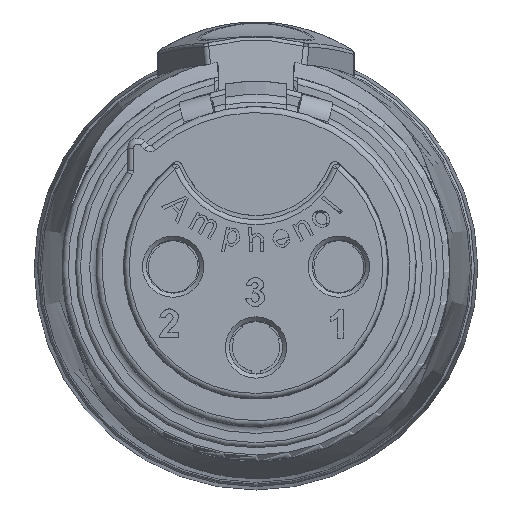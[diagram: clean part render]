
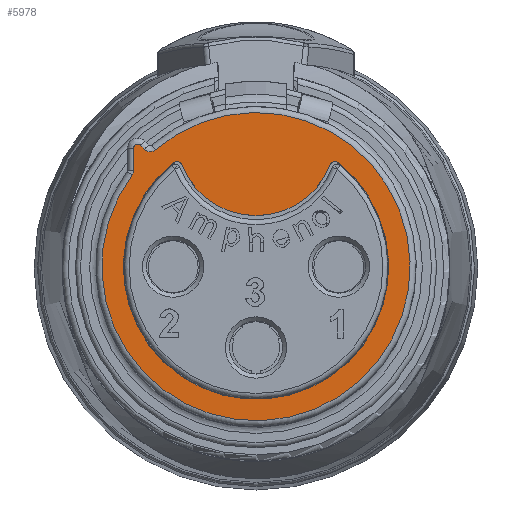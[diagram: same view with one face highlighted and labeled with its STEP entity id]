
A CAD part, top view. The second image highlights one B-rep face of the part: STEP entity #5978.
In plain terms, the highlighted planar face has unit normal (0, 0, 1).
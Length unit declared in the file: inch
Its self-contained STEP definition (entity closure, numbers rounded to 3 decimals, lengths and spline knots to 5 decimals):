
#174=FACE_BOUND('',#700,.T.);
#246=PLANE('',#7341);
#423=FACE_OUTER_BOUND('',#699,.T.);
#699=EDGE_LOOP('',(#5221,#5222,#5223,#5224,#5225,#5226));
#700=EDGE_LOOP('',(#5227,#5228,#5229,#5230));
#999=CIRCLE('',#7328,0.29724);
#1001=CIRCLE('',#7331,0.01575);
#1006=CIRCLE('',#7338,0.00787);
#1008=CIRCLE('',#7342,0.01575);
#1009=CIRCLE('',#7343,0.25591);
#1010=CIRCLE('',#7344,0.00984);
#1011=CIRCLE('',#7345,0.15354);
#1012=CIRCLE('',#7346,0.00984);
#2502=VERTEX_POINT('',#19377);
#2503=VERTEX_POINT('',#19379);
#2505=VERTEX_POINT('',#19384);
#2506=VERTEX_POINT('',#19389);
#2509=VERTEX_POINT('',#19394);
#2511=VERTEX_POINT('',#19399);
#2512=VERTEX_POINT('',#19425);
#2513=VERTEX_POINT('',#19426);
#2514=VERTEX_POINT('',#19428);
#2515=VERTEX_POINT('',#19430);
#3706=EDGE_CURVE('',#2503,#2502,#999,.T.);
#3708=EDGE_CURVE('',#2505,#2503,#1001,.T.);
#3713=EDGE_CURVE('',#2509,#2506,#6461,.T.);
#3715=EDGE_CURVE('',#2511,#2505,#6462,.T.);
#3717=EDGE_CURVE('',#2506,#2511,#1006,.T.);
#3721=EDGE_CURVE('',#2502,#2509,#1008,.T.);
#3722=EDGE_CURVE('',#2512,#2513,#1009,.T.);
#3723=EDGE_CURVE('',#2514,#2513,#1010,.T.);
#3724=EDGE_CURVE('',#2514,#2515,#1011,.T.);
#3725=EDGE_CURVE('',#2512,#2515,#1012,.T.);
#5221=ORIENTED_EDGE('',*,*,#3706,.F.);
#5222=ORIENTED_EDGE('',*,*,#3708,.F.);
#5223=ORIENTED_EDGE('',*,*,#3715,.F.);
#5224=ORIENTED_EDGE('',*,*,#3717,.F.);
#5225=ORIENTED_EDGE('',*,*,#3713,.F.);
#5226=ORIENTED_EDGE('',*,*,#3721,.F.);
#5227=ORIENTED_EDGE('',*,*,#3722,.T.);
#5228=ORIENTED_EDGE('',*,*,#3723,.F.);
#5229=ORIENTED_EDGE('',*,*,#3724,.T.);
#5230=ORIENTED_EDGE('',*,*,#3725,.F.);
#5978=ADVANCED_FACE('',(#423,#174),#246,.T.);
#6461=LINE('',#19396,#6897);
#6462=LINE('',#19401,#6898);
#6897=VECTOR('',#8559,0.04251);
#6898=VECTOR('',#8564,0.01074);
#7328=AXIS2_PLACEMENT_3D('',#19381,#8542,#8543);
#7331=AXIS2_PLACEMENT_3D('',#19386,#8548,#8549);
#7338=AXIS2_PLACEMENT_3D('',#19418,#8566,#8567);
#7341=AXIS2_PLACEMENT_3D('',#19423,#8574,#8575);
#7342=AXIS2_PLACEMENT_3D('',#19424,#8576,#8577);
#7343=AXIS2_PLACEMENT_3D('',#19427,#8578,#8579);
#7344=AXIS2_PLACEMENT_3D('',#19429,#8580,#8581);
#7345=AXIS2_PLACEMENT_3D('',#19431,#8582,#8583);
#7346=AXIS2_PLACEMENT_3D('',#19432,#8584,#8585);
#8542=DIRECTION('center_axis',(0.,0.,-1.));
#8543=DIRECTION('ref_axis',(0.733,-0.68,0.));
#8548=DIRECTION('center_axis',(0.,0.,1.));
#8549=DIRECTION('ref_axis',(-0.038,-0.999,0.));
#8559=DIRECTION('',(0.,1.,0.));
#8564=DIRECTION('',(0.707,-0.707,0.));
#8566=DIRECTION('center_axis',(0.,0.,-1.));
#8567=DIRECTION('ref_axis',(-0.383,0.924,0.));
#8574=DIRECTION('center_axis',(0.,0.,1.));
#8575=DIRECTION('ref_axis',(1.,0.,0.));
#8576=DIRECTION('center_axis',(0.,0.,1.));
#8577=DIRECTION('ref_axis',(0.95,-0.312,0.));
#8578=DIRECTION('center_axis',(0.,0.,-1.));
#8579=DIRECTION('ref_axis',(-1.,0.,0.));
#8580=DIRECTION('center_axis',(0.,0.,1.));
#8581=DIRECTION('ref_axis',(0.264,0.965,0.));
#8582=DIRECTION('center_axis',(0.,0.,1.));
#8583=DIRECTION('ref_axis',(-0.96,-0.279,0.));
#8584=DIRECTION('center_axis',(0.,0.,1.));
#8585=DIRECTION('ref_axis',(-0.264,0.965,0.));
#19377=CARTESIAN_POINT('',(-0.23923,0.17642,0.));
#19379=CARTESIAN_POINT('',(-0.19372,0.22545,0.));
#19381=CARTESIAN_POINT('Origin',(0.,0.,0.));
#19384=CARTESIAN_POINT('',(-0.21512,0.22626,0.));
#19386=CARTESIAN_POINT('Origin',(-0.20398,0.23739,0.));
#19389=CARTESIAN_POINT('',(-0.23615,0.22828,0.));
#19394=CARTESIAN_POINT('',(-0.23615,0.18577,0.));
#19396=CARTESIAN_POINT('',(-0.23615,0.22395,0.));
#19399=CARTESIAN_POINT('',(-0.22271,0.23385,0.));
#19401=CARTESIAN_POINT('',(-0.21767,0.22881,0.));
#19418=CARTESIAN_POINT('Origin',(-0.22828,0.22828,0.));
#19423=CARTESIAN_POINT('Origin',(-0.23194,0.21963,0.));
#19424=CARTESIAN_POINT('Origin',(-0.2519,0.18577,0.));
#19425=CARTESIAN_POINT('',(0.15853,0.20089,0.));
#19426=CARTESIAN_POINT('',(-0.15853,0.20089,0.));
#19427=CARTESIAN_POINT('Origin',(0.,0.,0.));
#19428=CARTESIAN_POINT('',(-0.14325,0.1967,0.));
#19429=CARTESIAN_POINT('Origin',(-0.15243,0.19316,0.));
#19430=CARTESIAN_POINT('',(0.14325,0.1967,0.));
#19431=CARTESIAN_POINT('Origin',(0.,0.25197,0.));
#19432=CARTESIAN_POINT('Origin',(0.15243,0.19316,0.));
